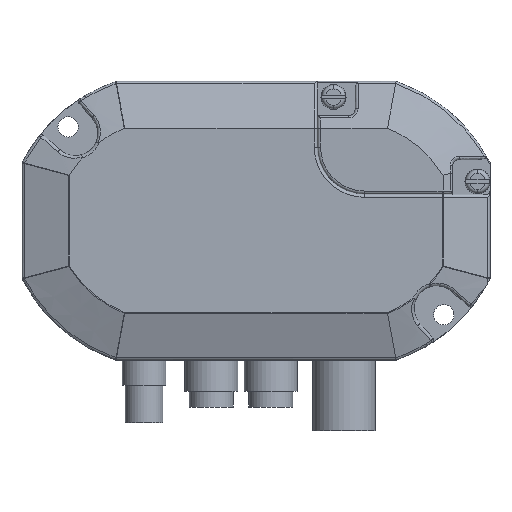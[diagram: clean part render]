
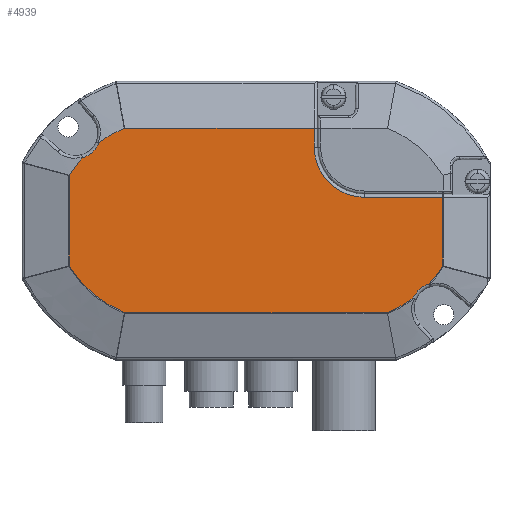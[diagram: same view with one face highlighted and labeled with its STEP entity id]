
A CAD part, top view. The second image highlights one B-rep face of the part: STEP entity #4939.
In plain terms, the highlighted planar face has unit normal (0, 0, 1).
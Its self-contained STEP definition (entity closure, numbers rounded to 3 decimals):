
#1063=CARTESIAN_POINT('',(32.812,74.02,33.));
#1064=CARTESIAN_POINT('',(32.802,74.02,33.));
#1065=CARTESIAN_POINT('',(32.781,74.019,33.));
#1066=CARTESIAN_POINT('',(32.751,74.015,33.));
#1067=CARTESIAN_POINT('',(32.721,74.007,33.));
#1068=CARTESIAN_POINT('',(32.701,74.,33.));
#1069=CARTESIAN_POINT('',(32.691,73.996,33.));
#1071=DIRECTION('',(-1.,0.,0.));
#1072=VECTOR('',#1071,60.57);
#1073=CARTESIAN_POINT('',(93.383,74.02,33.));
#1074=LINE('',#1073,#1072);
#1075=DIRECTION('',(0.,1.,0.));
#1076=VECTOR('',#1075,6.033);
#1077=CARTESIAN_POINT('',(93.383,67.987,33.));
#1078=LINE('',#1077,#1076);
#1079=CARTESIAN_POINT('',(109.383,67.987,33.));
#1080=DIRECTION('',(0.,0.,-1.));
#1081=DIRECTION('',(0.,-1.,0.));
#1082=AXIS2_PLACEMENT_3D('',#1079,#1080,#1081);
#1084=DIRECTION('',(-1.,0.,0.));
#1085=VECTOR('',#1084,24.965);
#1086=CARTESIAN_POINT('',(134.348,51.987,33.));
#1087=LINE('',#1086,#1085);
#1088=DIRECTION('',(0.,1.,0.));
#1089=VECTOR('',#1088,21.979);
#1090=CARTESIAN_POINT('',(134.348,30.008,33.));
#1091=LINE('',#1090,#1089);
#1092=CARTESIAN_POINT('',(130.1,24.389,33.));
#1093=CARTESIAN_POINT('',(130.351,24.662,33.));
#1094=CARTESIAN_POINT('',(130.847,25.221,33.));
#1095=CARTESIAN_POINT('',(131.572,26.089,33.));
#1096=CARTESIAN_POINT('',(132.282,26.997,33.));
#1097=CARTESIAN_POINT('',(132.983,27.95,33.));
#1098=CARTESIAN_POINT('',(133.672,28.95,33.));
#1099=CARTESIAN_POINT('',(134.125,29.651,33.));
#1100=CARTESIAN_POINT('',(134.348,30.008,33.));
#1102=CARTESIAN_POINT('',(132.493,16.545,33.));
#1103=DIRECTION('',(0.,0.,-1.));
#1104=DIRECTION('',(-0.92,0.391,0.));
#1105=AXIS2_PLACEMENT_3D('',#1102,#1103,#1104);
#1107=CARTESIAN_POINT('',(116.726,15.162,33.));
#1108=CARTESIAN_POINT('',(117.182,15.35,33.));
#1109=CARTESIAN_POINT('',(118.074,15.736,33.));
#1110=CARTESIAN_POINT('',(119.355,16.343,33.));
#1111=CARTESIAN_POINT('',(120.58,16.976,33.));
#1112=CARTESIAN_POINT('',(121.75,17.634,33.));
#1113=CARTESIAN_POINT('',(122.867,18.317,33.));
#1114=CARTESIAN_POINT('',(123.934,19.023,33.));
#1115=CARTESIAN_POINT('',(124.613,19.507,33.));
#1116=CARTESIAN_POINT('',(124.945,19.753,33.));
#1118=DIRECTION('',(1.,0.,0.));
#1119=VECTOR('',#1118,13.799);
#1120=CARTESIAN_POINT('',(102.927,15.162,33.));
#1121=LINE('',#1120,#1119);
#1122=DIRECTION('',(1.,0.,0.));
#1123=VECTOR('',#1122,70.14);
#1124=CARTESIAN_POINT('',(32.787,15.162,33.));
#1125=LINE('',#1124,#1123);
#1126=CARTESIAN_POINT('',(15.162,30.008,33.));
#1127=CARTESIAN_POINT('',(15.413,29.607,33.));
#1128=CARTESIAN_POINT('',(15.921,28.823,33.));
#1129=CARTESIAN_POINT('',(16.698,27.709,33.));
#1130=CARTESIAN_POINT('',(17.489,26.654,33.));
#1131=CARTESIAN_POINT('',(18.294,25.654,33.));
#1132=CARTESIAN_POINT('',(19.124,24.694,33.));
#1133=CARTESIAN_POINT('',(19.982,23.769,33.));
#1134=CARTESIAN_POINT('',(20.872,22.874,33.));
#1135=CARTESIAN_POINT('',(21.795,22.01,33.));
#1136=CARTESIAN_POINT('',(22.75,21.176,33.));
#1137=CARTESIAN_POINT('',(23.733,20.376,33.));
#1138=CARTESIAN_POINT('',(24.74,19.615,33.));
#1139=CARTESIAN_POINT('',(25.772,18.889,33.));
#1140=CARTESIAN_POINT('',(26.836,18.195,33.));
#1141=CARTESIAN_POINT('',(27.936,17.533,33.));
#1142=CARTESIAN_POINT('',(29.076,16.898,33.));
#1143=CARTESIAN_POINT('',(30.26,16.292,33.));
#1144=CARTESIAN_POINT('',(31.495,15.709,33.));
#1145=CARTESIAN_POINT('',(32.347,15.344,33.));
#1146=CARTESIAN_POINT('',(32.787,15.162,33.));
#1148=DIRECTION('',(0.,-1.,0.));
#1149=VECTOR('',#1148,29.312);
#1150=CARTESIAN_POINT('',(15.162,59.32,33.));
#1151=LINE('',#1150,#1149);
#1152=CARTESIAN_POINT('',(19.116,64.55,33.));
#1153=CARTESIAN_POINT('',(18.877,64.286,33.));
#1154=CARTESIAN_POINT('',(17.434,62.641,33.));
#1155=CARTESIAN_POINT('',(16.141,60.867,33.));
#1156=CARTESIAN_POINT('',(15.162,59.32,33.));
#1158=CARTESIAN_POINT('',(17.007,72.475,33.));
#1159=DIRECTION('',(0.,0.,-1.));
#1160=DIRECTION('',(0.934,-0.358,0.));
#1161=AXIS2_PLACEMENT_3D('',#1158,#1159,#1160);
#1163=CARTESIAN_POINT('',(32.691,73.996,33.));
#1164=CARTESIAN_POINT('',(30.77,73.202,33.));
#1165=CARTESIAN_POINT('',(28.015,71.829,33.));
#1166=CARTESIAN_POINT('',(25.463,70.123,33.));
#1167=CARTESIAN_POINT('',(24.666,69.543,33.));
#1188=CARTESIAN_POINT('',(24.666,69.543,33.));
#1312=CARTESIAN_POINT('',(19.116,64.55,33.));
#1333=CARTESIAN_POINT('',(15.162,59.32,33.));
#3354=VERTEX_POINT('',#1063);
#3355=VERTEX_POINT('',#1069);
#3364=VERTEX_POINT('',#1333);
#3365=CARTESIAN_POINT('',(15.162,30.008,33.));
#3366=VERTEX_POINT('',#3365);
#3371=VERTEX_POINT('',#1146);
#3377=CARTESIAN_POINT('',(102.927,15.162,33.));
#3378=VERTEX_POINT('',#3377);
#3379=CARTESIAN_POINT('',(116.726,15.162,33.));
#3380=VERTEX_POINT('',#3379);
#3386=VERTEX_POINT('',#1116);
#3389=VERTEX_POINT('',#1092);
#3390=VERTEX_POINT('',#1100);
#3428=VERTEX_POINT('',#1312);
#3432=VERTEX_POINT('',#1188);
#3448=CARTESIAN_POINT('',(93.383,74.02,33.));
#3449=VERTEX_POINT('',#3448);
#3450=CARTESIAN_POINT('',(93.383,67.987,33.));
#3451=VERTEX_POINT('',#3450);
#3452=CARTESIAN_POINT('',(109.383,51.987,33.));
#3453=VERTEX_POINT('',#3452);
#3454=CARTESIAN_POINT('',(134.348,51.987,33.));
#3455=VERTEX_POINT('',#3454);
#4906=CARTESIAN_POINT('',(0.,0.,33.));
#4907=DIRECTION('',(0.,0.,1.));
#4908=DIRECTION('',(1.,0.,0.));
#4909=AXIS2_PLACEMENT_3D('',#4906,#4907,#4908);
#4910=PLANE('',#4909);
#4912=ORIENTED_EDGE('',*,*,#4911,.F.);
#4914=ORIENTED_EDGE('',*,*,#4913,.F.);
#4916=ORIENTED_EDGE('',*,*,#4915,.F.);
#4918=ORIENTED_EDGE('',*,*,#4917,.F.);
#4919=ORIENTED_EDGE('',*,*,#4046,.F.);
#4920=ORIENTED_EDGE('',*,*,#4088,.F.);
#4921=ORIENTED_EDGE('',*,*,#4467,.F.);
#4922=ORIENTED_EDGE('',*,*,#4510,.F.);
#4923=ORIENTED_EDGE('',*,*,#4870,.F.);
#4924=ORIENTED_EDGE('',*,*,#4889,.F.);
#4926=ORIENTED_EDGE('',*,*,#4925,.F.);
#4928=ORIENTED_EDGE('',*,*,#4927,.F.);
#4930=ORIENTED_EDGE('',*,*,#4929,.F.);
#4932=ORIENTED_EDGE('',*,*,#4931,.F.);
#4934=ORIENTED_EDGE('',*,*,#4933,.F.);
#4936=ORIENTED_EDGE('',*,*,#4935,.F.);
#4937=EDGE_LOOP('',(#4912,#4914,#4916,#4918,#4919,#4920,#4921,#4922,#4923,#4924,
#4926,#4928,#4930,#4932,#4934,#4936));
#4938=FACE_OUTER_BOUND('',#4937,.F.);
#4939=ADVANCED_FACE('',(#4938),#4910,.T.);
#1070=B_SPLINE_CURVE_WITH_KNOTS('',3,(#1063,#1064,#1065,#1066,#1067,#1068,
#1069),.UNSPECIFIED.,.F.,.F.,(4,1,1,1,4),(0.,0.25,0.5,0.75,1.),
.UNSPECIFIED.);
#1083=CIRCLE('',#1082,16.);
#1101=B_SPLINE_CURVE_WITH_KNOTS('',3,(#1092,#1093,#1094,#1095,#1096,#1097,#1098,
#1099,#1100),.UNSPECIFIED.,.F.,.F.,(4,1,1,1,1,1,4),(0.,0.167,
0.333,0.5,0.667,0.833,1.),
.UNSPECIFIED.);
#1106=CIRCLE('',#1105,8.201);
#1117=B_SPLINE_CURVE_WITH_KNOTS('',3,(#1107,#1108,#1109,#1110,#1111,#1112,#1113,
#1114,#1115,#1116),.UNSPECIFIED.,.F.,.F.,(4,1,1,1,1,1,1,4),(0.,
0.143,0.286,0.429,0.571,
0.714,0.857,1.),.UNSPECIFIED.);
#1147=B_SPLINE_CURVE_WITH_KNOTS('',3,(#1126,#1127,#1128,#1129,#1130,#1131,#1132,
#1133,#1134,#1135,#1136,#1137,#1138,#1139,#1140,#1141,#1142,#1143,#1144,#1145,
#1146),.UNSPECIFIED.,.F.,.F.,(4,1,1,1,1,1,1,1,1,1,1,1,1,1,1,1,1,1,4),(0.,
0.056,0.111,0.167,0.222,
0.278,0.333,0.389,0.444,0.5,
0.556,0.611,0.667,0.722,
0.778,0.833,0.889,0.944,1.),
.UNSPECIFIED.);
#1157=B_SPLINE_CURVE_WITH_KNOTS('',3,(#1152,#1153,#1154,#1155,#1156),
.UNSPECIFIED.,.F.,.F.,(4,1,4),(0.,0.163,1.),.UNSPECIFIED.);
#1162=CIRCLE('',#1161,8.201);
#1168=B_SPLINE_CURVE_WITH_KNOTS('',3,(#1163,#1164,#1165,#1166,#1167),
.UNSPECIFIED.,.F.,.F.,(4,1,4),(0.,0.679,1.),.UNSPECIFIED.);
#4046=EDGE_CURVE('',#3455,#3453,#1087,.T.);
#4088=EDGE_CURVE('',#3390,#3455,#1091,.T.);
#4467=EDGE_CURVE('',#3389,#3390,#1101,.T.);
#4510=EDGE_CURVE('',#3386,#3389,#1106,.T.);
#4870=EDGE_CURVE('',#3380,#3386,#1117,.T.);
#4889=EDGE_CURVE('',#3378,#3380,#1121,.T.);
#4911=EDGE_CURVE('',#3354,#3355,#1070,.T.);
#4913=EDGE_CURVE('',#3449,#3354,#1074,.T.);
#4915=EDGE_CURVE('',#3451,#3449,#1078,.T.);
#4917=EDGE_CURVE('',#3453,#3451,#1083,.T.);
#4925=EDGE_CURVE('',#3371,#3378,#1125,.T.);
#4927=EDGE_CURVE('',#3366,#3371,#1147,.T.);
#4929=EDGE_CURVE('',#3364,#3366,#1151,.T.);
#4931=EDGE_CURVE('',#3428,#3364,#1157,.T.);
#4933=EDGE_CURVE('',#3432,#3428,#1162,.T.);
#4935=EDGE_CURVE('',#3355,#3432,#1168,.T.);
